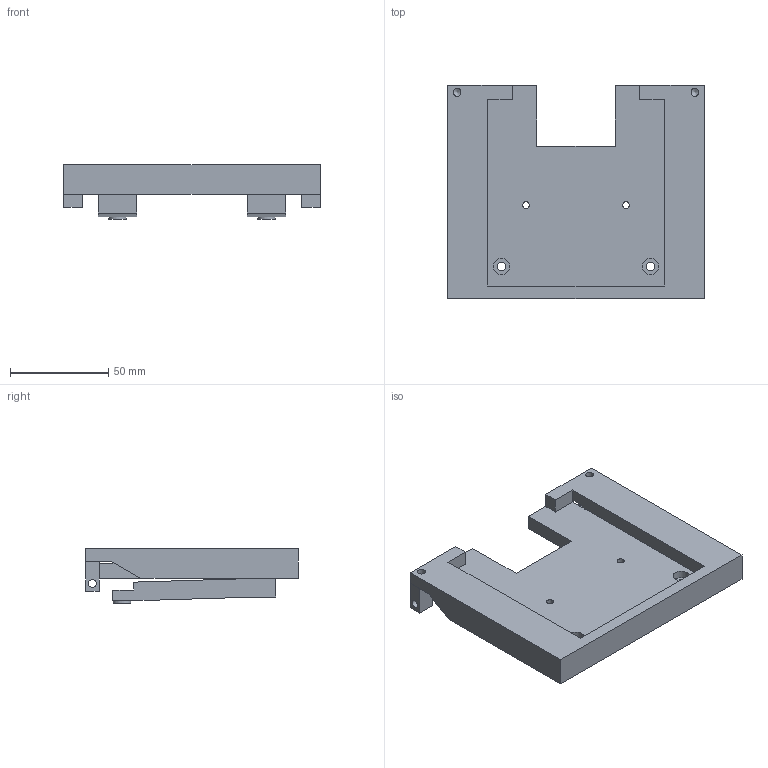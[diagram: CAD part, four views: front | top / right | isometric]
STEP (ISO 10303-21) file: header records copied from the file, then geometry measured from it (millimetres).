
FILE_DESCRIPTION(/* description */ ('STEP AP242','CAx-IF Rec.Pracs.---Representation and Presentation of Product Manufacturing Information (PMI)---4.0---2014-10-13','CAx-IF Rec.Pracs.---3D Tessellated Geometry---0.4---2014-09-14','2;1'),/* implementation_level */ '2;1');
FILE_NAME(/* name */ '684e48a21f1c823ef380970d',/* time_stamp */ '2025-06-15T04:14:27Z',/* author */ (''),/* organization */ (''),/* preprocessor_version */ 'ST-DEVELOPER v20',/* originating_system */ 'ONSHAPE BY PTC INC, 1.199',/* authorisation */ ' ');
FILE_SCHEMA (('AP242_MANAGED_MODEL_BASED_3D_ENGINEERING_MIM_LF { 1 0 10303 442 1 1 4 }'));
Length unit declared in the file: metre
Products named in the file (4): Assembly 2; Part 1
Assembly tree (5 placements, depth 2):
  Assembly 2
    Part 1  x2
    Part 1
    Part 1  x2
Bounding box: 130.81 x 108.58 x 27.82 mm (x, y, z)
Volume: 159914.6 mm3; surface area: 48010.3 mm2
Topology: 5 solids, 5 shells, 86 faces, 227 edges, 151 vertices
Faces by surface type: plane 66, cylinder 18, cone 2
Full cylindrical faces by diameter (mm): 3.5 x2, 4 x6, 4.5 x4, 5.5 x2, 8.25 x2, 9 x2
Entity records: 1994 total; most frequent: CARTESIAN_POINT 328, DIRECTION 313, ORIENTED_EDGE 302, EDGE_CURVE 151, LINE 125, VECTOR 125, VERTEX_POINT 109, FACE_BOUND 98
